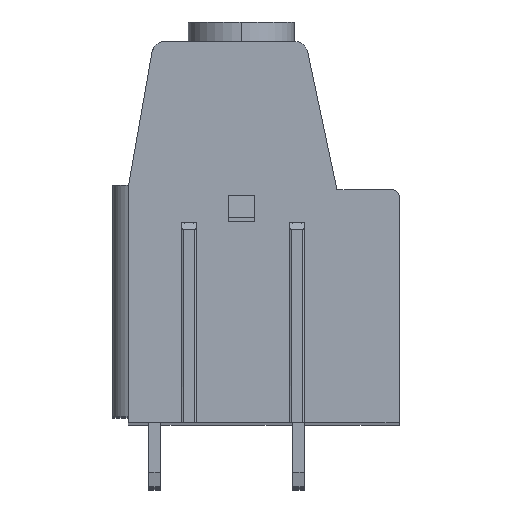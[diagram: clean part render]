
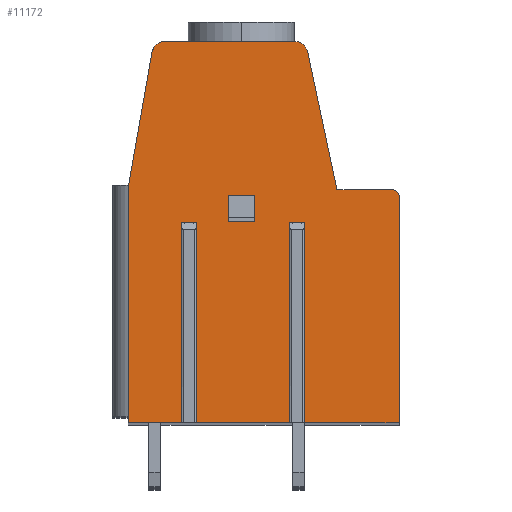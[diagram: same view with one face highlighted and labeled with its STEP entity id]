
A CAD part, top view. The second image highlights one B-rep face of the part: STEP entity #11172.
In plain terms, the highlighted planar face has unit normal (0, 0, 1).
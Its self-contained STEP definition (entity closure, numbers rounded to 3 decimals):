
#2754=DIRECTION('',(0.,1.,0.));
#2755=VECTOR('',#2754,2.);
#2756=CARTESIAN_POINT('',(-0.75,0.85,5.08));
#2757=LINE('',#2756,#2755);
#2758=DIRECTION('',(1.,0.,0.));
#2759=VECTOR('',#2758,2.);
#2760=CARTESIAN_POINT('',(-2.75,2.85,5.08));
#2761=LINE('',#2760,#2759);
#2762=DIRECTION('',(0.,1.,0.));
#2763=VECTOR('',#2762,2.);
#2764=CARTESIAN_POINT('',(-2.75,0.85,5.08));
#2765=LINE('',#2764,#2763);
#2766=DIRECTION('',(1.,0.,0.));
#2767=VECTOR('',#2766,2.);
#2768=CARTESIAN_POINT('',(-2.75,0.85,5.08));
#2769=LINE('',#2768,#2767);
#2770=CARTESIAN_POINT('',(2.386,13.65,5.08));
#2771=DIRECTION('',(0.,0.,1.));
#2772=DIRECTION('',(0.978,0.208,0.));
#2773=AXIS2_PLACEMENT_3D('',#2770,#2771,#2772);
#2775=DIRECTION('',(-0.208,0.978,0.));
#2776=VECTOR('',#2775,10.845);
#2777=CARTESIAN_POINT('',(5.619,3.25,5.08));
#2778=LINE('',#2777,#2776);
#2779=DIRECTION('',(-1.,0.,0.));
#2780=VECTOR('',#2779,4.281);
#2781=CARTESIAN_POINT('',(9.9,3.25,5.08));
#2782=LINE('',#2781,#2780);
#2783=CARTESIAN_POINT('',(9.9,2.75,5.08));
#2784=DIRECTION('',(0.,0.,1.));
#2785=DIRECTION('',(1.,0.,0.));
#2786=AXIS2_PLACEMENT_3D('',#2783,#2784,#2785);
#2788=DIRECTION('',(0.,1.,0.));
#2789=VECTOR('',#2788,17.4);
#2790=CARTESIAN_POINT('',(10.4,-14.65,5.08));
#2791=LINE('',#2790,#2789);
#2792=DIRECTION('',(1.,0.,0.));
#2793=VECTOR('',#2792,7.525);
#2794=CARTESIAN_POINT('',(2.875,-14.65,5.08));
#2795=LINE('',#2794,#2793);
#2796=DIRECTION('',(0.,1.,0.));
#2797=VECTOR('',#2796,15.4);
#2798=CARTESIAN_POINT('',(2.875,-14.65,5.08));
#2799=LINE('',#2798,#2797);
#2800=DIRECTION('',(1.,0.,0.));
#2801=VECTOR('',#2800,0.65);
#2802=CARTESIAN_POINT('',(2.225,0.75,5.08));
#2803=LINE('',#2802,#2801);
#2804=DIRECTION('',(0.,1.,0.));
#2805=VECTOR('',#2804,15.4);
#2806=CARTESIAN_POINT('',(2.225,-14.65,5.08));
#2807=LINE('',#2806,#2805);
#2808=DIRECTION('',(1.,0.,0.));
#2809=VECTOR('',#2808,7.65);
#2810=CARTESIAN_POINT('',(-5.425,-14.65,5.08));
#2811=LINE('',#2810,#2809);
#2812=DIRECTION('',(0.,1.,0.));
#2813=VECTOR('',#2812,15.4);
#2814=CARTESIAN_POINT('',(-5.425,-14.65,5.08));
#2815=LINE('',#2814,#2813);
#2816=DIRECTION('',(1.,0.,0.));
#2817=VECTOR('',#2816,0.65);
#2818=CARTESIAN_POINT('',(-6.075,0.75,5.08));
#2819=LINE('',#2818,#2817);
#2820=DIRECTION('',(0.,1.,0.));
#2821=VECTOR('',#2820,15.4);
#2822=CARTESIAN_POINT('',(-6.075,-14.65,5.08));
#2823=LINE('',#2822,#2821);
#2824=DIRECTION('',(1.,0.,0.));
#2825=VECTOR('',#2824,4.325);
#2826=CARTESIAN_POINT('',(-10.4,-14.65,5.08));
#2827=LINE('',#2826,#2825);
#2828=DIRECTION('',(0.,-1.,0.));
#2829=VECTOR('',#2828,18.25);
#2830=CARTESIAN_POINT('',(-10.4,3.6,5.08));
#2831=LINE('',#2830,#2829);
#2832=DIRECTION('',(-0.174,-0.985,0.));
#2833=VECTOR('',#2832,10.381);
#2834=CARTESIAN_POINT('',(-8.597,13.824,5.08));
#2835=LINE('',#2834,#2833);
#2836=CARTESIAN_POINT('',(-7.612,13.65,5.08));
#2837=DIRECTION('',(0.,0.,1.));
#2838=DIRECTION('',(0.,1.,0.));
#2839=AXIS2_PLACEMENT_3D('',#2836,#2837,#2838);
#2841=DIRECTION('',(-1.,0.,0.));
#2842=VECTOR('',#2841,9.998);
#2843=CARTESIAN_POINT('',(2.386,14.65,5.08));
#2844=LINE('',#2843,#2842);
#6207=CARTESIAN_POINT('',(-10.4,3.6,5.08));
#6208=CARTESIAN_POINT('',(-10.4,-14.65,5.08));
#6209=VERTEX_POINT('',#6207);
#6210=VERTEX_POINT('',#6208);
#6212=CARTESIAN_POINT('',(10.4,-14.65,5.08));
#6214=VERTEX_POINT('',#6212);
#6216=CARTESIAN_POINT('',(5.619,3.25,5.08));
#6218=VERTEX_POINT('',#6216);
#6259=CARTESIAN_POINT('',(-6.075,-14.65,5.08));
#6260=VERTEX_POINT('',#6259);
#6261=CARTESIAN_POINT('',(-5.425,-14.65,5.08));
#6262=CARTESIAN_POINT('',(2.225,-14.65,5.08));
#6263=VERTEX_POINT('',#6261);
#6264=VERTEX_POINT('',#6262);
#6265=CARTESIAN_POINT('',(2.875,-14.65,5.08));
#6266=VERTEX_POINT('',#6265);
#6267=CARTESIAN_POINT('',(-6.075,0.75,5.08));
#6268=CARTESIAN_POINT('',(-5.425,0.75,5.08));
#6269=VERTEX_POINT('',#6267);
#6270=VERTEX_POINT('',#6268);
#6271=CARTESIAN_POINT('',(2.225,0.75,5.08));
#6272=CARTESIAN_POINT('',(2.875,0.75,5.08));
#6273=VERTEX_POINT('',#6271);
#6274=VERTEX_POINT('',#6272);
#6293=CARTESIAN_POINT('',(-0.75,0.85,5.08));
#6294=CARTESIAN_POINT('',(-0.75,2.85,5.08));
#6295=VERTEX_POINT('',#6293);
#6296=VERTEX_POINT('',#6294);
#6297=CARTESIAN_POINT('',(-2.75,0.85,5.08));
#6298=CARTESIAN_POINT('',(-2.75,2.85,5.08));
#6299=VERTEX_POINT('',#6297);
#6300=VERTEX_POINT('',#6298);
#6425=CARTESIAN_POINT('',(3.364,13.858,5.08));
#6426=VERTEX_POINT('',#6425);
#6427=CARTESIAN_POINT('',(2.386,14.65,5.08));
#6428=VERTEX_POINT('',#6427);
#6433=CARTESIAN_POINT('',(-7.612,14.65,5.08));
#6434=CARTESIAN_POINT('',(-8.597,13.824,5.08));
#6435=VERTEX_POINT('',#6433);
#6436=VERTEX_POINT('',#6434);
#6441=CARTESIAN_POINT('',(10.4,2.75,5.08));
#6442=VERTEX_POINT('',#6441);
#6443=CARTESIAN_POINT('',(9.9,3.25,5.08));
#6444=VERTEX_POINT('',#6443);
#11131=CARTESIAN_POINT('',(0.,0.,5.08));
#11132=DIRECTION('',(0.,0.,1.));
#11133=DIRECTION('',(1.,0.,0.));
#11134=AXIS2_PLACEMENT_3D('',#11131,#11132,#11133);
#11135=PLANE('',#11134);
#11136=ORIENTED_EDGE('',*,*,#8083,.F.);
#11137=ORIENTED_EDGE('',*,*,#8099,.F.);
#11138=ORIENTED_EDGE('',*,*,#8111,.F.);
#11139=ORIENTED_EDGE('',*,*,#8126,.F.);
#11140=ORIENTED_EDGE('',*,*,#8141,.F.);
#11141=ORIENTED_EDGE('',*,*,#8315,.F.);
#11143=ORIENTED_EDGE('',*,*,#11142,.T.);
#11145=ORIENTED_EDGE('',*,*,#11144,.F.);
#11147=ORIENTED_EDGE('',*,*,#11146,.F.);
#11148=ORIENTED_EDGE('',*,*,#8299,.F.);
#11150=ORIENTED_EDGE('',*,*,#11149,.T.);
#11152=ORIENTED_EDGE('',*,*,#11151,.F.);
#11154=ORIENTED_EDGE('',*,*,#11153,.F.);
#11155=ORIENTED_EDGE('',*,*,#8283,.F.);
#11156=ORIENTED_EDGE('',*,*,#8869,.F.);
#11157=ORIENTED_EDGE('',*,*,#8991,.F.);
#11158=ORIENTED_EDGE('',*,*,#9318,.F.);
#11159=ORIENTED_EDGE('',*,*,#9486,.F.);
#11160=EDGE_LOOP('',(#11136,#11137,#11138,#11139,#11140,#11141,#11143,#11145,
#11147,#11148,#11150,#11152,#11154,#11155,#11156,#11157,#11158,#11159));
#11161=FACE_OUTER_BOUND('',#11160,.F.);
#11163=ORIENTED_EDGE('',*,*,#11162,.T.);
#11165=ORIENTED_EDGE('',*,*,#11164,.F.);
#11167=ORIENTED_EDGE('',*,*,#11166,.F.);
#11169=ORIENTED_EDGE('',*,*,#11168,.T.);
#11170=EDGE_LOOP('',(#11163,#11165,#11167,#11169));
#11171=FACE_BOUND('',#11170,.F.);
#2774=CIRCLE('',#2773,1.);
#2787=CIRCLE('',#2786,0.5);
#2840=CIRCLE('',#2839,1.);
#8083=EDGE_CURVE('',#6426,#6428,#2774,.T.);
#8099=EDGE_CURVE('',#6218,#6426,#2778,.T.);
#8111=EDGE_CURVE('',#6444,#6218,#2782,.T.);
#8126=EDGE_CURVE('',#6442,#6444,#2787,.T.);
#8141=EDGE_CURVE('',#6214,#6442,#2791,.T.);
#8283=EDGE_CURVE('',#6210,#6260,#2827,.T.);
#8299=EDGE_CURVE('',#6263,#6264,#2811,.T.);
#8315=EDGE_CURVE('',#6266,#6214,#2795,.T.);
#8869=EDGE_CURVE('',#6209,#6210,#2831,.T.);
#8991=EDGE_CURVE('',#6436,#6209,#2835,.T.);
#9318=EDGE_CURVE('',#6435,#6436,#2840,.T.);
#9486=EDGE_CURVE('',#6428,#6435,#2844,.T.);
#11142=EDGE_CURVE('',#6266,#6274,#2799,.T.);
#11144=EDGE_CURVE('',#6273,#6274,#2803,.T.);
#11146=EDGE_CURVE('',#6264,#6273,#2807,.T.);
#11149=EDGE_CURVE('',#6263,#6270,#2815,.T.);
#11151=EDGE_CURVE('',#6269,#6270,#2819,.T.);
#11153=EDGE_CURVE('',#6260,#6269,#2823,.T.);
#11162=EDGE_CURVE('',#6295,#6296,#2757,.T.);
#11164=EDGE_CURVE('',#6300,#6296,#2761,.T.);
#11166=EDGE_CURVE('',#6299,#6300,#2765,.T.);
#11168=EDGE_CURVE('',#6299,#6295,#2769,.T.);
#11172=ADVANCED_FACE('',(#11161,#11171),#11135,.T.);
